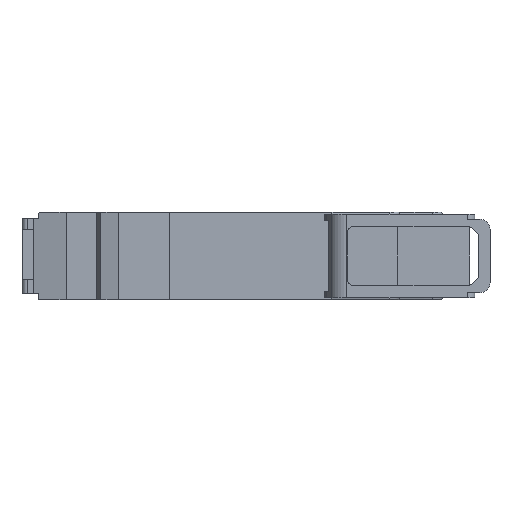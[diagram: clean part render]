
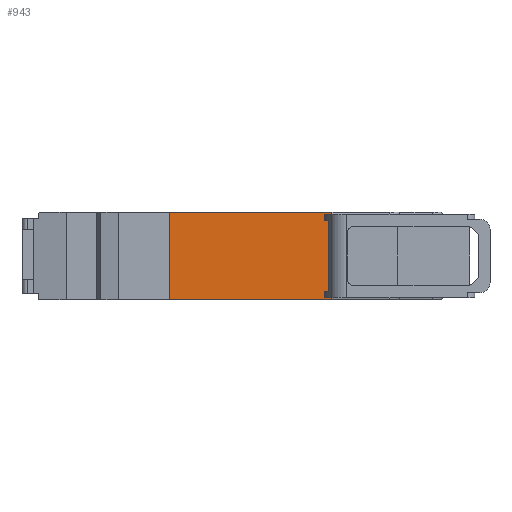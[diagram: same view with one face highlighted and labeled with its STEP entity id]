
A CAD part, front view. The second image highlights one B-rep face of the part: STEP entity #943.
In plain terms, the highlighted planar face has unit normal (0, -1, 0).
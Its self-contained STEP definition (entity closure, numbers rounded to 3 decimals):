
#943=ADVANCED_FACE('',(#2653),#1996,.T.);
#1996=PLANE('',#19075);
#2653=FACE_OUTER_BOUND('',#3625,.T.);
#3625=EDGE_LOOP('',(#8713,#8714,#8715,#8716,#8717,#8718,#8719,#8720,#8721,
#8722,#8723,#8724));
#4809=LINE('',#26173,#6651);
#4853=LINE('',#26283,#6695);
#4908=LINE('',#26421,#6750);
#4919=LINE('',#26445,#6761);
#4920=LINE('',#26447,#6762);
#4921=LINE('',#26449,#6763);
#4922=LINE('',#26451,#6764);
#4923=LINE('',#26453,#6765);
#4924=LINE('',#26455,#6766);
#4925=LINE('',#26457,#6767);
#4926=LINE('',#26459,#6768);
#4927=LINE('',#26461,#6769);
#6651=VECTOR('',#20839,1.);
#6695=VECTOR('',#20913,1.);
#6750=VECTOR('',#21010,1.);
#6761=VECTOR('',#21037,1.);
#6762=VECTOR('',#21040,1.);
#6763=VECTOR('',#21041,1.);
#6764=VECTOR('',#21042,1.);
#6765=VECTOR('',#21043,1.);
#6766=VECTOR('',#21044,1.);
#6767=VECTOR('',#21045,1.);
#6768=VECTOR('',#21046,1.);
#6769=VECTOR('',#21047,1.);
#8713=ORIENTED_EDGE('',*,*,#15840,.F.);
#8714=ORIENTED_EDGE('',*,*,#15757,.T.);
#8715=ORIENTED_EDGE('',*,*,#15828,.T.);
#8716=ORIENTED_EDGE('',*,*,#15841,.T.);
#8717=ORIENTED_EDGE('',*,*,#15842,.T.);
#8718=ORIENTED_EDGE('',*,*,#15843,.T.);
#8719=ORIENTED_EDGE('',*,*,#15844,.T.);
#8720=ORIENTED_EDGE('',*,*,#15845,.T.);
#8721=ORIENTED_EDGE('',*,*,#15846,.T.);
#8722=ORIENTED_EDGE('',*,*,#15847,.T.);
#8723=ORIENTED_EDGE('',*,*,#15848,.T.);
#8724=ORIENTED_EDGE('',*,*,#15701,.F.);
#13964=VERTEX_POINT('',#26172);
#13965=VERTEX_POINT('',#26174);
#14015=VERTEX_POINT('',#26282);
#14016=VERTEX_POINT('',#26284);
#14078=VERTEX_POINT('',#26422);
#14083=VERTEX_POINT('',#26448);
#14084=VERTEX_POINT('',#26450);
#14085=VERTEX_POINT('',#26452);
#14086=VERTEX_POINT('',#26454);
#14087=VERTEX_POINT('',#26456);
#14088=VERTEX_POINT('',#26458);
#14089=VERTEX_POINT('',#26460);
#15701=EDGE_CURVE('',#13964,#13965,#4809,.T.);
#15757=EDGE_CURVE('',#14016,#14015,#4853,.T.);
#15828=EDGE_CURVE('',#14015,#14078,#4908,.T.);
#15840=EDGE_CURVE('',#14016,#13964,#4919,.T.);
#15841=EDGE_CURVE('',#14078,#14083,#4920,.T.);
#15842=EDGE_CURVE('',#14083,#14084,#4921,.T.);
#15843=EDGE_CURVE('',#14084,#14085,#4922,.T.);
#15844=EDGE_CURVE('',#14085,#14086,#4923,.T.);
#15845=EDGE_CURVE('',#14086,#14087,#4924,.T.);
#15846=EDGE_CURVE('',#14087,#14088,#4925,.T.);
#15847=EDGE_CURVE('',#14088,#14089,#4926,.T.);
#15848=EDGE_CURVE('',#14089,#13965,#4927,.T.);
#19075=AXIS2_PLACEMENT_3D('',#26462,#21048,#21049);
#20839=DIRECTION('',(1.,0.,0.));
#20913=DIRECTION('',(1.,0.,0.));
#21010=DIRECTION('',(0.,0.,1.));
#21037=DIRECTION('',(0.,0.,1.));
#21040=DIRECTION('',(0.,0.,1.));
#21041=DIRECTION('',(0.,0.,1.));
#21042=DIRECTION('',(1.,0.,0.));
#21043=DIRECTION('',(0.,0.,1.));
#21044=DIRECTION('',(-1.,0.,0.));
#21045=DIRECTION('',(0.,0.,1.));
#21046=DIRECTION('',(0.,0.,1.));
#21047=DIRECTION('',(0.,0.,1.));
#21048=DIRECTION('',(0.,-1.,0.));
#21049=DIRECTION('',(0.,0.,-1.));
#26172=CARTESIAN_POINT('',(-4.,-55.8,0.));
#26173=CARTESIAN_POINT('',(-4.,-55.8,0.));
#26174=CARTESIAN_POINT('',(30.5,-55.8,0.));
#26282=CARTESIAN_POINT('',(30.5,-55.8,-17.5));
#26283=CARTESIAN_POINT('',(-4.,-55.8,-17.5));
#26284=CARTESIAN_POINT('',(-4.,-55.8,-17.5));
#26421=CARTESIAN_POINT('',(30.5,-55.8,-17.5));
#26422=CARTESIAN_POINT('',(30.5,-55.8,-17.1));
#26445=CARTESIAN_POINT('',(-4.,-55.8,-17.5));
#26447=CARTESIAN_POINT('',(30.5,-55.8,-17.5));
#26448=CARTESIAN_POINT('',(30.5,-55.8,-15.85));
#26449=CARTESIAN_POINT('',(30.5,-55.8,-17.5));
#26450=CARTESIAN_POINT('',(30.5,-55.8,-15.7));
#26451=CARTESIAN_POINT('',(30.95,-55.8,-15.7));
#26452=CARTESIAN_POINT('',(31.4,-55.8,-15.7));
#26453=CARTESIAN_POINT('',(31.4,-55.8,-15.7));
#26454=CARTESIAN_POINT('',(31.4,-55.8,-1.8));
#26455=CARTESIAN_POINT('',(30.95,-55.8,-1.8));
#26456=CARTESIAN_POINT('',(30.5,-55.8,-1.8));
#26457=CARTESIAN_POINT('',(30.5,-55.8,-17.5));
#26458=CARTESIAN_POINT('',(30.5,-55.8,-1.65));
#26459=CARTESIAN_POINT('',(30.5,-55.8,-17.5));
#26460=CARTESIAN_POINT('',(30.5,-55.8,-0.4));
#26461=CARTESIAN_POINT('',(30.5,-55.8,-17.5));
#26462=CARTESIAN_POINT('',(-4.,-55.8,-17.5));
